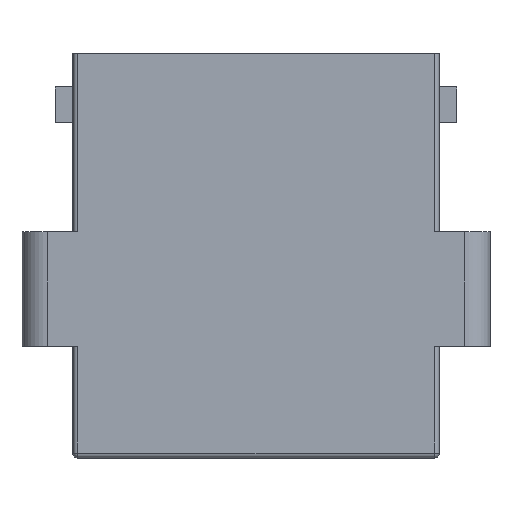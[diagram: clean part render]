
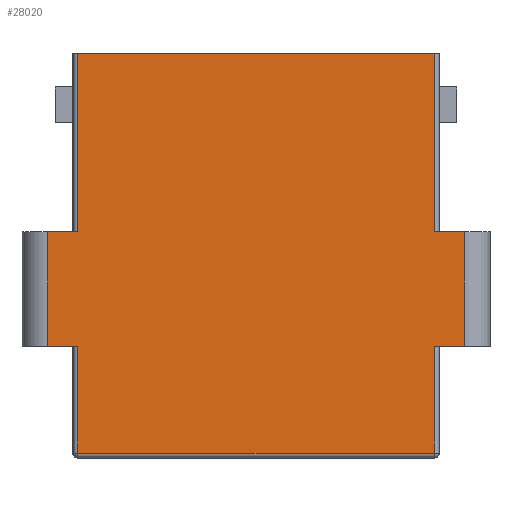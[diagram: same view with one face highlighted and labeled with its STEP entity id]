
A CAD part, top view. The second image highlights one B-rep face of the part: STEP entity #28020.
In plain terms, the highlighted planar face has unit normal (0, 0, 1).
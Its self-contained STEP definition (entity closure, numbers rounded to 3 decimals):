
#18490=CARTESIAN_POINT('',(-3.5,-3.98,2.43));
#18500=VERTEX_POINT('',#18490);
#18750=CARTESIAN_POINT('',(-3.5,-1.88,2.43));
#18760=VERTEX_POINT('',#18750);
#18790=CARTESIAN_POINT('',(-3.5,-3.98,2.43));
#18800=DIRECTION('',(0.,1.,0.));
#18810=VECTOR('',#18800,1.);
#18820=LINE('',#18790,#18810);
#18830=EDGE_CURVE('',#18500,#18760,#18820,.T.);
#19090=CARTESIAN_POINT('',(-4.1,-1.88,2.43));
#19100=VERTEX_POINT('',#19090);
#19130=CARTESIAN_POINT('',(-99.834,-1.88,2.43));
#19140=DIRECTION('',(-1.,0.,0.));
#19150=VECTOR('',#19140,1.);
#19160=LINE('',#19130,#19150);
#19170=EDGE_CURVE('',#18760,#19100,#19160,.T.);
#20440=CARTESIAN_POINT('',(-3.5,0.37,2.43));
#20450=VERTEX_POINT('',#20440);
#20480=CARTESIAN_POINT('',(-99.834,0.37,2.43));
#20490=DIRECTION('',(1.,0.,0.));
#20500=VECTOR('',#20490,1.);
#20510=LINE('',#20480,#20500);
#20520=CARTESIAN_POINT('',(-4.1,0.37,2.43));
#20530=VERTEX_POINT('',#20520);
#20540=EDGE_CURVE('',#20530,#20450,#20510,.T.);
#24750=CARTESIAN_POINT('',(4.1,0.37,2.43));
#24760=VERTEX_POINT('',#24750);
#24790=CARTESIAN_POINT('',(-99.834,0.37,2.43));
#24800=DIRECTION('',(1.,0.,0.));
#24810=VECTOR('',#24800,1.);
#24820=LINE('',#24790,#24810);
#24830=CARTESIAN_POINT('',(3.5,0.37,2.43));
#24840=VERTEX_POINT('',#24830);
#24850=EDGE_CURVE('',#24840,#24760,#24820,.T.);
#26130=CARTESIAN_POINT('',(3.5,-1.88,2.43));
#26140=VERTEX_POINT('',#26130);
#26170=CARTESIAN_POINT('',(-99.834,-1.88,2.43));
#26180=DIRECTION('',(-1.,0.,0.));
#26190=VECTOR('',#26180,1.);
#26200=LINE('',#26170,#26190);
#26210=CARTESIAN_POINT('',(4.1,-1.88,2.43));
#26220=VERTEX_POINT('',#26210);
#26230=EDGE_CURVE('',#26220,#26140,#26200,.T.);
#26820=CARTESIAN_POINT('',(3.5,-1.88,2.43));
#26830=DIRECTION('',(0.,-1.,0.));
#26840=VECTOR('',#26830,1.);
#26850=LINE('',#26820,#26840);
#26860=CARTESIAN_POINT('',(3.5,-3.98,
2.43));
#26870=VERTEX_POINT('',#26860);
#26880=EDGE_CURVE('',#26140,#26870,#26850,.T.);
#27450=CARTESIAN_POINT('',(3.5,-3.98,2.43));
#27460=DIRECTION('',(-1.,0.,0.));
#27470=VECTOR('',#27460,1.);
#27480=LINE('',#27450,#27470);
#27490=EDGE_CURVE('',#26870,#18500,#27480,.T.);
#27540=CARTESIAN_POINT('',(4.309,4.07,2.43));
#27550=DIRECTION('',(0.,0.,1.));
#27560=DIRECTION('',(-1.,0.,0.));
#27570=AXIS2_PLACEMENT_3D('',#27540,#27550,#27560);
#27580=PLANE('',#27570);
#27590=ORIENTED_EDGE('',*,*,#19170,.F.);
#27600=CARTESIAN_POINT('',(-4.1,-1.88,2.43));
#27610=DIRECTION('',(0.,1.,0.));
#27620=VECTOR('',#27610,1.);
#27630=LINE('',#27600,#27620);
#27640=EDGE_CURVE('',#19100,#20530,#27630,.T.);
#27650=ORIENTED_EDGE('',*,*,#27640,.F.);
#27660=ORIENTED_EDGE('',*,*,#20540,.F.);
#27670=CARTESIAN_POINT('',(-3.5,0.37,2.43));
#27680=DIRECTION('',(0.,1.,0.));
#27690=VECTOR('',#27680,1.);
#27700=LINE('',#27670,#27690);
#27710=CARTESIAN_POINT('',(-3.5,3.87,2.43));
#27720=VERTEX_POINT('',#27710);
#27730=EDGE_CURVE('',#20450,#27720,#27700,.T.);
#27740=ORIENTED_EDGE('',*,*,#27730,.F.);
#27750=CARTESIAN_POINT('',(-99.834,3.87,2.43));
#27760=DIRECTION('',(-1.,0.,0.));
#27770=VECTOR('',#27760,1.);
#27780=LINE('',#27750,#27770);
#27790=CARTESIAN_POINT('',(3.5,3.87,2.43));
#27800=VERTEX_POINT('',#27790);
#27810=EDGE_CURVE('',#27800,#27720,#27780,.T.);
#27820=ORIENTED_EDGE('',*,*,#27810,.T.);
#27830=CARTESIAN_POINT('',(3.5,3.87,2.43));
#27840=DIRECTION('',(0.,-1.,0.));
#27850=VECTOR('',#27840,1.);
#27860=LINE('',#27830,#27850);
#27870=EDGE_CURVE('',#27800,#24840,#27860,.T.);
#27880=ORIENTED_EDGE('',*,*,#27870,.F.);
#27890=ORIENTED_EDGE('',*,*,#24850,.F.);
#27900=CARTESIAN_POINT('',(4.1,0.37,2.43));
#27910=DIRECTION('',(0.,-1.,0.));
#27920=VECTOR('',#27910,1.);
#27930=LINE('',#27900,#27920);
#27940=EDGE_CURVE('',#24760,#26220,#27930,.T.);
#27950=ORIENTED_EDGE('',*,*,#27940,.F.);
#27960=ORIENTED_EDGE('',*,*,#26230,.F.);
#27970=ORIENTED_EDGE('',*,*,#26880,.F.);
#27980=ORIENTED_EDGE('',*,*,#27490,.F.);
#27990=ORIENTED_EDGE('',*,*,#18830,.F.);
#28000=EDGE_LOOP('',(#27990,#27980,#27970,#27960,#27950,#27890,#27880,
#27820,#27740,#27660,#27650,#27590));
#28010=FACE_OUTER_BOUND('',#28000,.T.);
#28020=ADVANCED_FACE('',(#28010),#27580,.T.);
